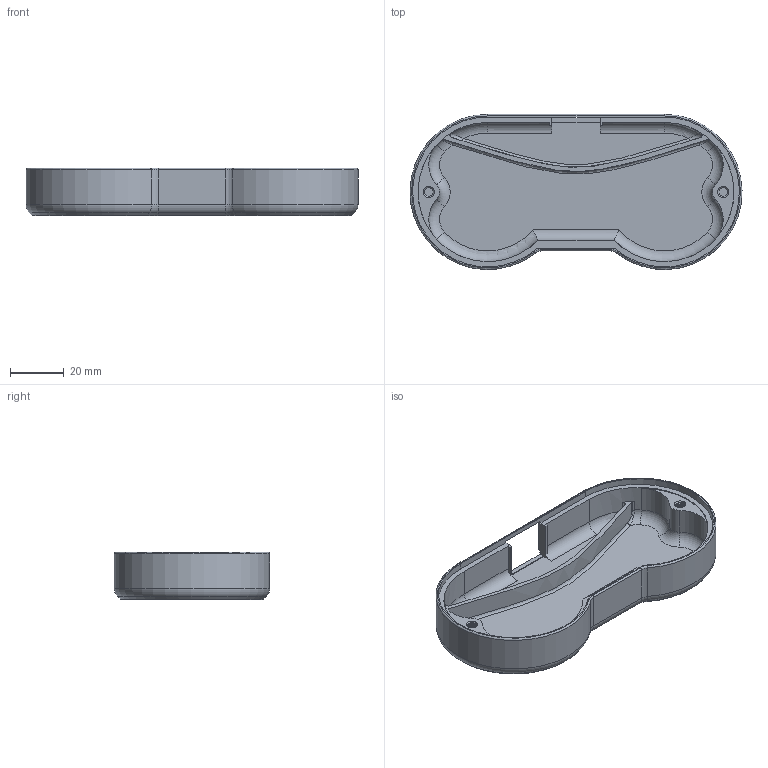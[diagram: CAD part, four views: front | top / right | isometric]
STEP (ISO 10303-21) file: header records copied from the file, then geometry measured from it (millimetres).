
FILE_DESCRIPTION(/* description */ (''),/* implementation_level */ '2;1');
FILE_NAME(/* name */ 'remote-control-body.step',/* time_stamp */ '2024-08-21T09:11:36+02:00',/* author */ (''),/* organization */ (''),/* preprocessor_version */ 'ST-DEVELOPER v20',/* originating_system */ 'Autodesk Translation Framework v13.14.0.145',/* authorisation */ '');
FILE_SCHEMA (('AUTOMOTIVE_DESIGN { 1 0 10303 214 3 1 1 }'));
Length unit declared in the file: millimetre
Products named in the file (1): body
Bounding box: 123.99 x 57.99 x 17.8 mm (x, y, z)
Volume: 24019 mm3; surface area: 23396.2 mm2
Topology: 1 solids, 1 shells, 164 faces, 429 edges, 268 vertices
Faces by surface type: cylinder 82, plane 34, torus 22, bspline 16, cone 10
Full cylindrical faces by diameter (mm): 3.332 x12, 4.109 x3, 4.11 x3
Entity records: 8842 total; most frequent: CARTESIAN_POINT 4999, ORIENTED_EDGE 858, DIRECTION 717, EDGE_CURVE 429, AXIS2_PLACEMENT_3D 279, VERTEX_POINT 268, EDGE_LOOP 167, FACE_OUTER_BOUND 164
